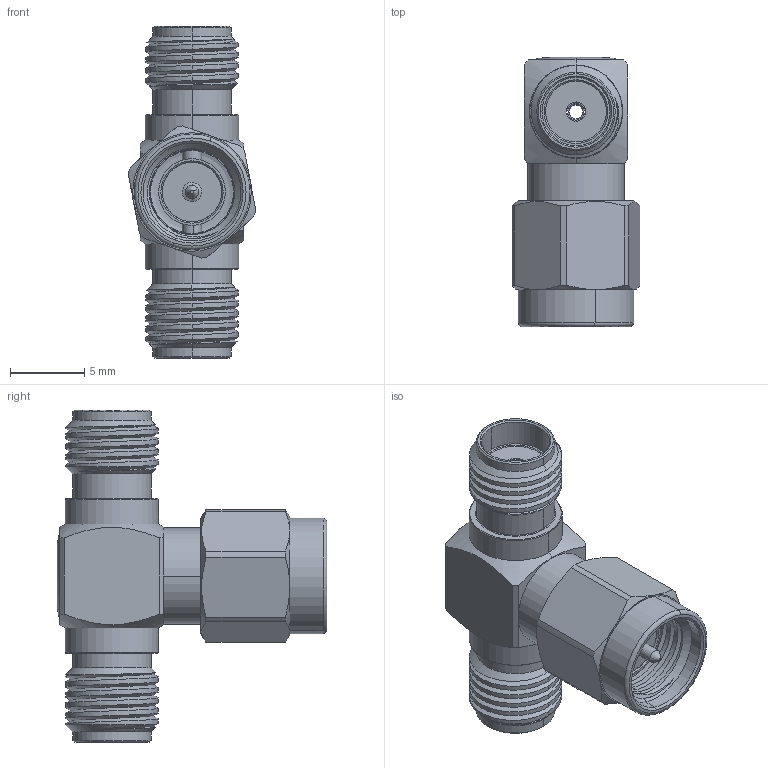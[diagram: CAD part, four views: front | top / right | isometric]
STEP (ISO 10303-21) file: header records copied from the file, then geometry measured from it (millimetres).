
FILE_DESCRIPTION (( 'STEP AP214' ), '1' );
FILE_NAME ('30-523-D3.STEP', '2024-08-12T09:19:47', ( '' ), ( '' ), 'SwSTEP 2.0', 'SolidWorks 2024', '' );
FILE_SCHEMA (( 'AUTOMOTIVE_DESIGN' ));
Length unit declared in the file: millimetre
Products named in the file (1): 30-523-D3
Bounding box: 8.63 x 18.18 x 22.4 mm (x, y, z)
Surface area: 1198.4 mm2 (no closed solid volume)
Topology: 0 solids, 12 shells, 177 faces, 455 edges, 296 vertices
Faces by surface type: cylinder 74, cone 51, plane 37, torus 8, bspline 5, sphere 2
Entity records: 6962 total; most frequent: CARTESIAN_POINT 2836, DIRECTION 872, ORIENTED_EDGE 830, EDGE_CURVE 455, AXIS2_PLACEMENT_3D 359, VERTEX_POINT 296, EDGE_LOOP 193, CIRCLE 186
